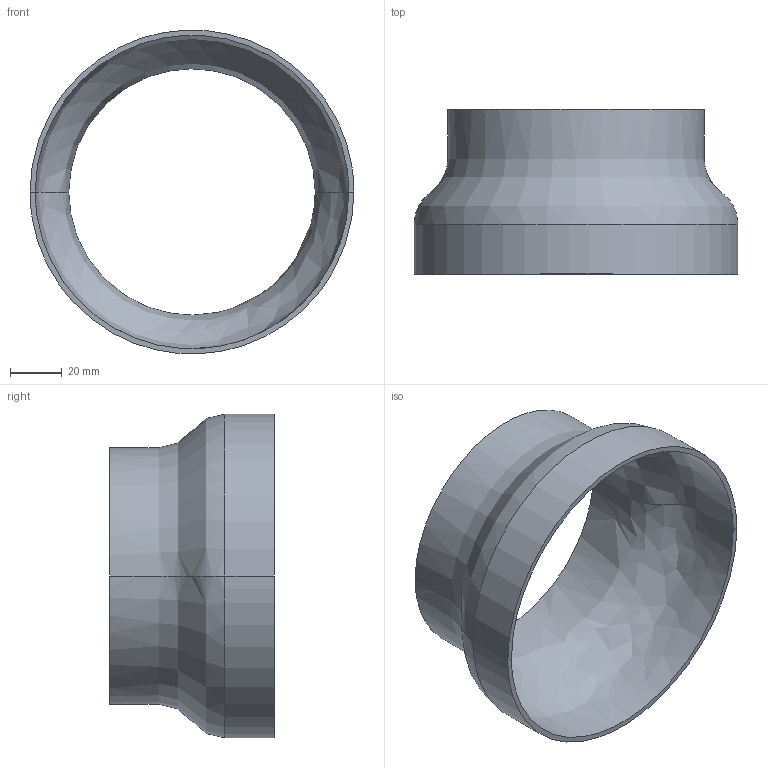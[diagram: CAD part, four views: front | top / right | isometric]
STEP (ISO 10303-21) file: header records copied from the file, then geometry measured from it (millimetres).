
FILE_DESCRIPTION(/* description */ (''),/* implementation_level */ '2;1');
FILE_NAME(/* name */ '14 - 5in to 4in Adapter',/* time_stamp */ '2024-01-12T11:43:51-06:00',/* author */ (''),/* organization */ (''),/* preprocessor_version */ 'ST-DEVELOPER v16.5',/* originating_system */ 'Rhino 7.34',/* authorisation */ '');
FILE_SCHEMA (('CONFIG_CONTROL_DESIGN'));
Length unit declared in the file: inch
Products named in the file (1): Document
Bounding box: 124.97 x 63.5 x 124.84 mm (x, y, z)
Volume: 47897.3 mm3; surface area: 48093.4 mm2
Topology: 1 solids, 1 shells, 10 faces, 20 edges, 10 vertices
Faces by surface type: bspline 4, plane 4, cylinder 2
Entity records: 490 total; most frequent: CARTESIAN_POINT 278, ORIENTED_EDGE 40, EDGE_CURVE 20, ADVANCED_FACE 10, FACE_OUTER_BOUND 10, EDGE_LOOP 10, VERTEX_POINT 10, DIRECTION 10
